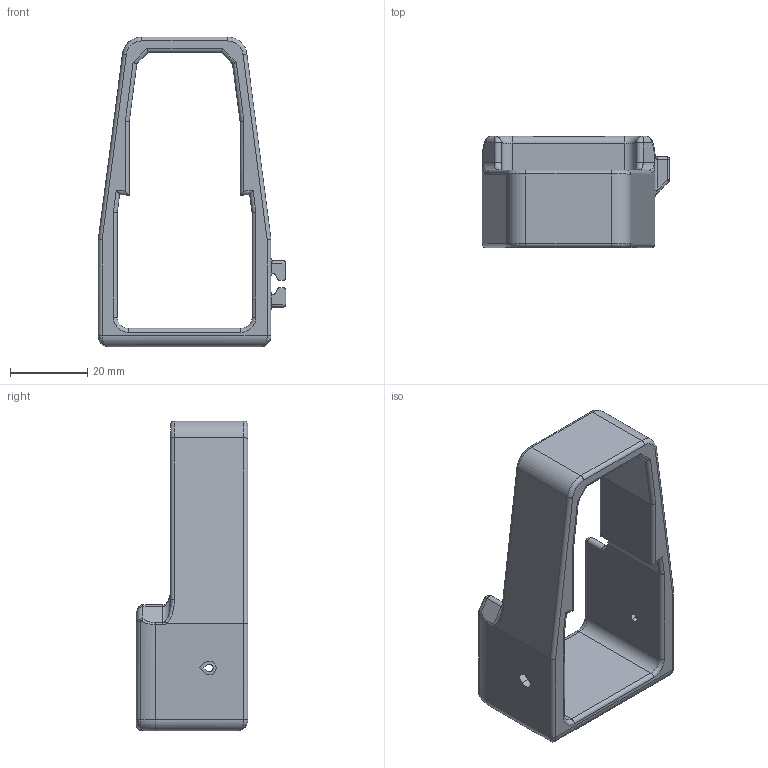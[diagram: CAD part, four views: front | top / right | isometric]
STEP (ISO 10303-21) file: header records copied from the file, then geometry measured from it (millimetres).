
FILE_DESCRIPTION(/* description */ ('STEP AP242','CAx-IF Rec.Pracs.---Representation and Presentation of Product Manufacturing Information (PMI)---4.0---2014-10-13','CAx-IF Rec.Pracs.---3D Tessellated Geometry---0.4---2014-09-14','2;1'),/* implementation_level */ '2;1');
FILE_NAME(/* name */ 'Base-Sleeve - Motor1_holder v1',/* time_stamp */ '2025-08-26T16:43:50Z',/* author */ (''),/* organization */ (''),/* preprocessor_version */ 'ST-DEVELOPER v20',/* originating_system */ 'ONSHAPE BY PTC INC, 1.202',/* authorisation */ ' ');
FILE_SCHEMA (('AP242_MANAGED_MODEL_BASED_3D_ENGINEERING_MIM_LF { 1 0 10303 442 1 1 4 }'));
Length unit declared in the file: metre
Products named in the file (1): Motor1_holder v1
Bounding box: 48.51 x 28.9 x 80.2 mm (x, y, z)
Volume: 23342.1 mm3; surface area: 12382.9 mm2
Topology: 1 solids, 1 shells, 191 faces, 466 edges, 264 vertices
Faces by surface type: cylinder 85, plane 58, bspline 30, torus 12, sphere 6
Entity records: 6244 total; most frequent: CARTESIAN_POINT 1909, DIRECTION 910, ORIENTED_EDGE 904, EDGE_CURVE 452, AXIS2_PLACEMENT_3D 338, VERTEX_POINT 264, LINE 234, VECTOR 234
